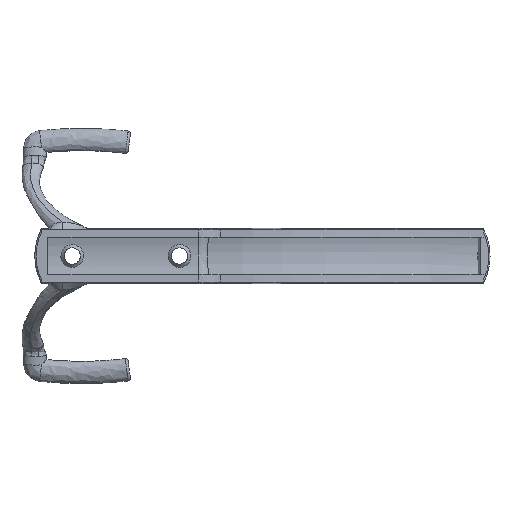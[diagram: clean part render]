
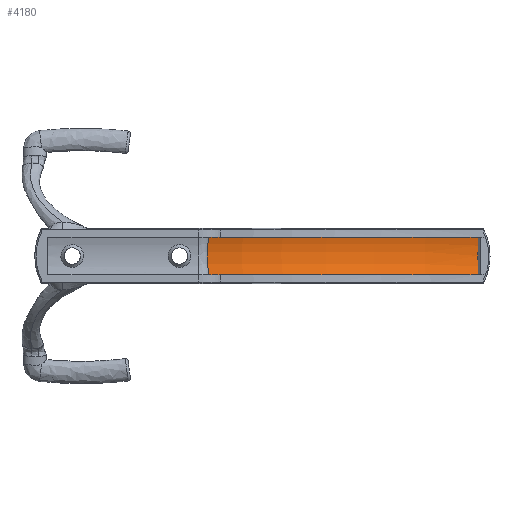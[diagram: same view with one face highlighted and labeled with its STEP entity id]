
A CAD part, front view. The second image highlights one B-rep face of the part: STEP entity #4180.
In plain terms, the highlighted toroidal (fillet/blend) face has major radius 100.089 mm and minor radius 23 mm.
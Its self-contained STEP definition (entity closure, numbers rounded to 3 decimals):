
#206=TOROIDAL_SURFACE('',#4545,100.089,23.);
#604=FACE_OUTER_BOUND('',#912,.T.);
#912=EDGE_LOOP('',(#3756,#3757,#3758,#3759));
#1086=CIRCLE('',#4540,23.);
#1088=CIRCLE('',#4544,122.203);
#1089=CIRCLE('',#4546,122.203);
#1487=B_SPLINE_CURVE_WITH_KNOTS('',3,(#30787,#30788,#30789,#30790,#30791,
#30792,#30793,#30794),.UNSPECIFIED.,.F.,.F.,(4,2,2,4),(-1.282,
-0.724,-0.166,0.),.UNSPECIFIED.);
#1949=VERTEX_POINT('',#30762);
#1950=VERTEX_POINT('',#30764);
#1952=VERTEX_POINT('',#30772);
#1953=VERTEX_POINT('',#30785);
#2566=EDGE_CURVE('',#1949,#1950,#1086,.T.);
#2569=EDGE_CURVE('',#1952,#1949,#1088,.T.);
#2571=EDGE_CURVE('',#1953,#1950,#1089,.T.);
#2572=EDGE_CURVE('',#1952,#1953,#1487,.T.);
#3756=ORIENTED_EDGE('',*,*,#2566,.T.);
#3757=ORIENTED_EDGE('',*,*,#2571,.F.);
#3758=ORIENTED_EDGE('',*,*,#2572,.F.);
#3759=ORIENTED_EDGE('',*,*,#2569,.T.);
#4180=ADVANCED_FACE('',(#604),#206,.F.);
#4540=AXIS2_PLACEMENT_3D('',#30766,#5246,#5247);
#4544=AXIS2_PLACEMENT_3D('',#30773,#5255,#5256);
#4545=AXIS2_PLACEMENT_3D('',#30784,#5257,#5258);
#4546=AXIS2_PLACEMENT_3D('',#30786,#5259,#5260);
#5246=DIRECTION('center_axis',(0.991,0.135,0.));
#5247=DIRECTION('ref_axis',(-0.135,0.991,0.));
#5255=DIRECTION('center_axis',(0.,0.,-1.));
#5256=DIRECTION('ref_axis',(-0.813,0.583,0.));
#5257=DIRECTION('center_axis',(0.,0.,-1.));
#5258=DIRECTION('ref_axis',(-0.583,-0.813,0.));
#5259=DIRECTION('center_axis',(0.,0.,-1.));
#5260=DIRECTION('ref_axis',(-0.813,0.583,0.));
#30762=CARTESIAN_POINT('',(136.418,48.664,-6.32));
#30764=CARTESIAN_POINT('',(136.418,48.664,6.32));
#30766=CARTESIAN_POINT('Origin',(139.409,26.752,0.));
#30772=CARTESIAN_POINT('',(53.677,-1.145,-6.32));
#30773=CARTESIAN_POINT('Origin',(152.944,-72.417,-6.32));
#30784=CARTESIAN_POINT('Origin',(152.944,-72.417,0.));
#30785=CARTESIAN_POINT('',(53.677,-1.145,6.32));
#30786=CARTESIAN_POINT('Origin',(152.944,-72.417,6.32));
#30787=CARTESIAN_POINT('Ctrl Pts',(53.677,-1.145,-6.32));
#30788=CARTESIAN_POINT('Ctrl Pts',(53.256,-0.855,
-4.532));
#30789=CARTESIAN_POINT('Ctrl Pts',(53.015,-0.69,
-2.689));
#30790=CARTESIAN_POINT('Ctrl Pts',(52.904,-0.614,
1.027));
#30791=CARTESIAN_POINT('Ctrl Pts',(53.035,-0.703,
2.885));
#30792=CARTESIAN_POINT('Ctrl Pts',(53.442,-0.983,
5.248));
#30793=CARTESIAN_POINT('Ctrl Pts',(53.551,-1.059,5.787));
#30794=CARTESIAN_POINT('Ctrl Pts',(53.677,-1.145,6.32));
